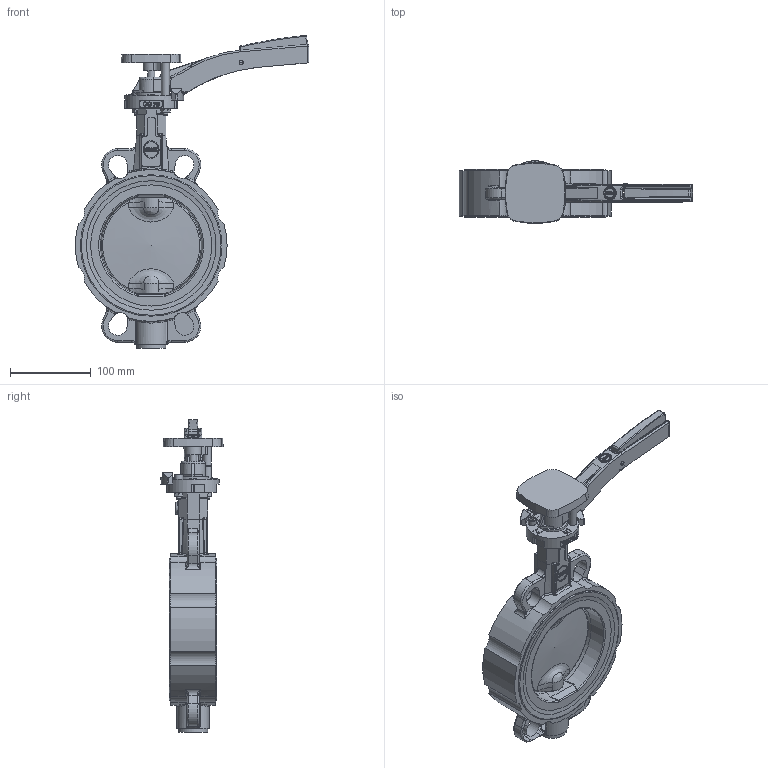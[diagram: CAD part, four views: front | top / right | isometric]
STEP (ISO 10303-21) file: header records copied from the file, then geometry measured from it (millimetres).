
FILE_DESCRIPTION((''),'2;1');
FILE_NAME('Z11Z-125-0008.stp','2009-01-28T11:21:41',('hellwig'),(''),'Autodesk Inventor 2008','Autodesk Inventor 2008','');
FILE_SCHEMA(('AUTOMOTIVE_DESIGN { 1 0 10303 214 1 1 1 1 }'));
Length unit declared in the file: millimetre
Products named in the file (1): Bauteil2
Bounding box: 289 x 77.25 x 387.32 mm (x, y, z)
Volume: 1275756.2 mm3; surface area: 279993.9 mm2
Topology: 3 solids, 16 shells, 1740 faces, 4574 edges, 2893 vertices
Faces by surface type: plane 669, cylinder 492, bspline 433, cone 72, torus 60, sphere 14
Full cylindrical faces by diameter (mm): 2 x1, 3 x4, 4 x4, 5 x3, 5.2 x2, 6 x7, 6.4 x2, 6.5 x2, 7.95 x1, 8.8 x1, 9 x1, 9.5 x1, 10 x3, 12.8 x1, 14 x2, 14.2 x1, 15 x1, 15.2 x1, 16 x1, 16.2 x3, 18 x8, 18.18 x3, 24.95 x3, 25.2 x1, 30 x2, 32 x1, 33 x1, 36 x1, 38 x1, 137.8 x1
Entity records: 72985 total; most frequent: CARTESIAN_POINT 31439, ORIENTED_EDGE 8628, DIRECTION 7685, EDGE_CURVE 4314, AXIS2_PLACEMENT_3D 2924, VERTEX_POINT 2817, EDGE_LOOP 2026, VECTOR 1837
